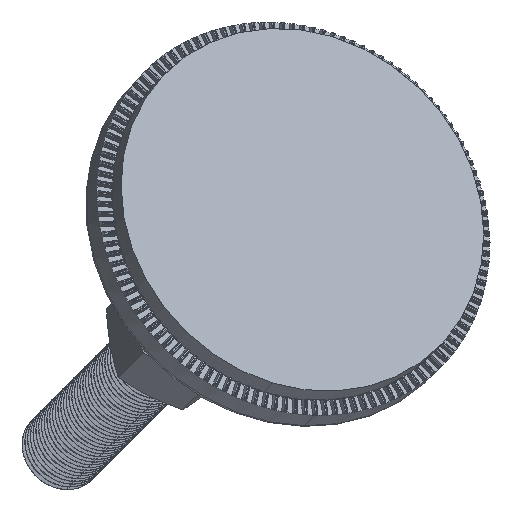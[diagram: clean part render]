
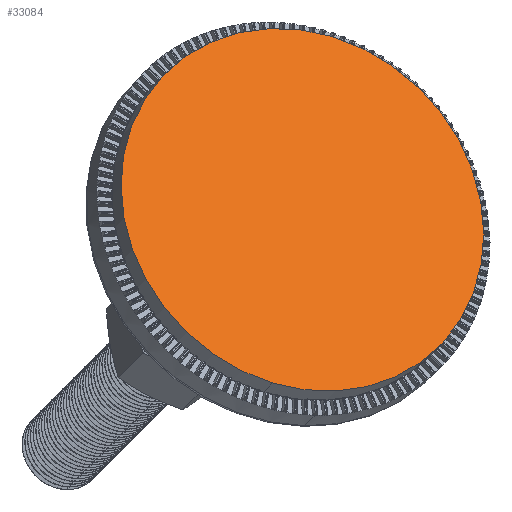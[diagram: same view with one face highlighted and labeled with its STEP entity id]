
A CAD part, front view. The second image highlights one B-rep face of the part: STEP entity #33084.
In plain terms, the highlighted planar face has unit normal (0.347, -0.872, 0.346).
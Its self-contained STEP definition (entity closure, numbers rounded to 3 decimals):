
#4535 = CARTESIAN_POINT ( 'NONE',  ( -48.136, 37.319, 11.882 ) ) ;
#4536 = DIRECTION ( 'NONE',  ( -0.347, 0.872, -0.346 ) ) ;
#4537 = DIRECTION ( 'NONE',  ( 0.155, 0.417, 0.896 ) ) ;
#4543 = CARTESIAN_POINT ( 'NONE',  ( -48.136, 37.319, 11.882 ) ) ;
#4544 = DIRECTION ( 'NONE',  ( -0.347, 0.872, -0.346 ) ) ;
#4545 = DIRECTION ( 'NONE',  ( 0.155, 0.417, 0.896 ) ) ;
#9429 = CARTESIAN_POINT ( 'NONE',  ( -53.787, 22.097, -20.808 ) ) ;
#9430 = CARTESIAN_POINT ( 'NONE',  ( -42.486, 52.54, 44.572 ) ) ;
#9672 = CARTESIAN_POINT ( 'NONE',  ( -122.555, 16.654, 34.368 ) ) ;
#9674 = PLANE ( 'NONE',  #37965 ) ;
#9677 = DIRECTION ( 'NONE',  ( -0.347, 0.872, -0.346 ) ) ;
#9678 = DIRECTION ( 'NONE',  ( 0.155, 0.417, 0.896 ) ) ;
#11770 = EDGE_LOOP ( 'NONE', ( #44895, #44896 ) ) ;
#21566 = EDGE_CURVE ( 'NONE', #28154, #28153, #42540, .T. ) ;
#21570 = EDGE_CURVE ( 'NONE', #28153, #28154, #42547, .T. ) ;
#28153 = VERTEX_POINT ( 'NONE', #9429 ) ;
#28154 = VERTEX_POINT ( 'NONE', #9430 ) ;
#29695 = FACE_OUTER_BOUND ( 'NONE', #11770, .T. ) ;
#33084 = ADVANCED_FACE ( 'NONE', ( #29695 ), #9674, .F. ) ;
#37629 = AXIS2_PLACEMENT_3D ( 'NONE', #4535, #4536, #4537 ) ;
#37631 = AXIS2_PLACEMENT_3D ( 'NONE', #4543, #4544, #4545 ) ;
#37965 = AXIS2_PLACEMENT_3D ( 'NONE', #9672, #9677, #9678 ) ;
#42540 = CIRCLE ( 'NONE', #37629, 36.5 ) ;
#42547 = CIRCLE ( 'NONE', #37631, 36.5 ) ;
#44895 = ORIENTED_EDGE ( 'NONE', *, *, #21570, .F. ) ;
#44896 = ORIENTED_EDGE ( 'NONE', *, *, #21566, .F. ) ;
